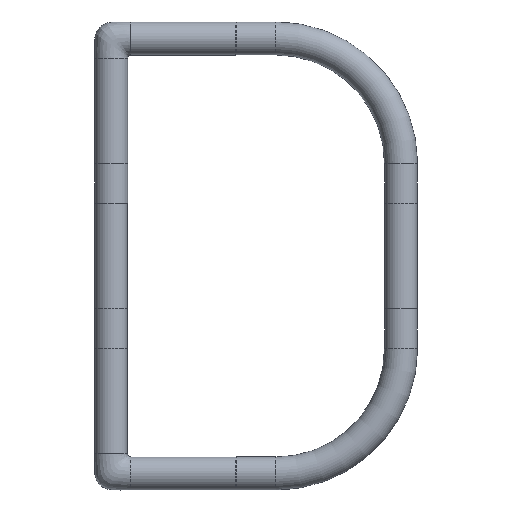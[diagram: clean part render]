
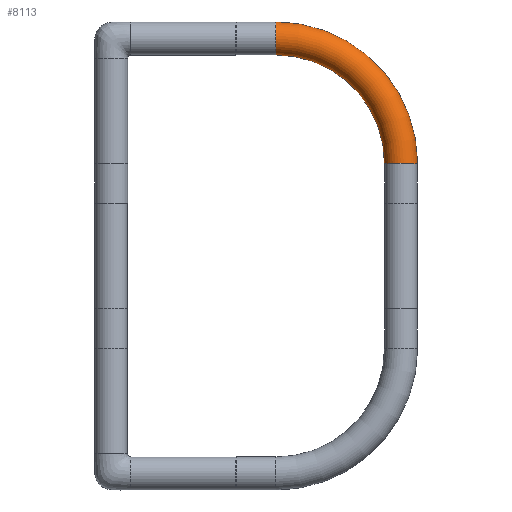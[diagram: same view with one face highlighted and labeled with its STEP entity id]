
A CAD part, top view. The second image highlights one B-rep face of the part: STEP entity #8113.
In plain terms, the highlighted toroidal (fillet/blend) face has major radius 94.8 mm and minor radius 12.5 mm.
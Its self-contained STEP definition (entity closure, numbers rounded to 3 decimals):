
#603=TOROIDAL_SURFACE('',#52755,94.8,12.5);
#5390=CIRCLE('',#52749,12.5);
#5391=CIRCLE('',#52751,12.5);
#5392=CIRCLE('',#52753,82.3);
#5393=CIRCLE('',#52754,107.3);
#8113=ADVANCED_FACE('',(#12059),#603,.T.);
#12059=FACE_OUTER_BOUND('',#14791,.T.);
#14791=EDGE_LOOP('',(#21967,#21968,#21969,#21970));
#21967=ORIENTED_EDGE('',*,*,#39142,.F.);
#21968=ORIENTED_EDGE('',*,*,#39144,.T.);
#21969=ORIENTED_EDGE('',*,*,#39140,.T.);
#21970=ORIENTED_EDGE('',*,*,#39145,.T.);
#33430=VERTEX_POINT('',#80606);
#33431=VERTEX_POINT('',#80608);
#33432=VERTEX_POINT('',#80612);
#33433=VERTEX_POINT('',#80614);
#39140=EDGE_CURVE('',#33430,#33431,#5390,.T.);
#39142=EDGE_CURVE('',#33432,#33433,#5391,.T.);
#39144=EDGE_CURVE('',#33432,#33430,#5392,.T.);
#39145=EDGE_CURVE('',#33431,#33433,#5393,.T.);
#52749=AXIS2_PLACEMENT_3D('',#80609,#61662,#61663);
#52751=AXIS2_PLACEMENT_3D('',#80613,#61667,#61668);
#52753=AXIS2_PLACEMENT_3D('',#80617,#61672,#61673);
#52754=AXIS2_PLACEMENT_3D('',#80618,#61674,#61675);
#52755=AXIS2_PLACEMENT_3D('',#80619,#61676,#61677);
#61662=DIRECTION('',(0.,1.,0.));
#61663=DIRECTION('',(-1.,0.,0.));
#61667=DIRECTION('',(-1.,0.,0.));
#61668=DIRECTION('',(0.,-1.,0.));
#61672=DIRECTION('',(0.,0.,-1.));
#61673=DIRECTION('',(-1.,0.,0.));
#61674=DIRECTION('',(0.,0.,1.));
#61675=DIRECTION('',(-1.,0.,0.));
#61676=DIRECTION('',(0.,0.,-1.));
#61677=DIRECTION('',(-1.,0.,0.));
#80606=CARTESIAN_POINT('',(207.325,234.975,0.));
#80608=CARTESIAN_POINT('',(232.325,234.975,0.));
#80609=CARTESIAN_POINT('',(219.825,234.975,0.));
#80612=CARTESIAN_POINT('',(125.05,317.25,0.));
#80613=CARTESIAN_POINT('',(125.05,329.75,0.));
#80614=CARTESIAN_POINT('',(125.05,342.25,0.));
#80617=CARTESIAN_POINT('',(125.025,234.95,0.));
#80618=CARTESIAN_POINT('',(125.025,234.95,0.));
#80619=CARTESIAN_POINT('',(125.025,234.95,0.));
